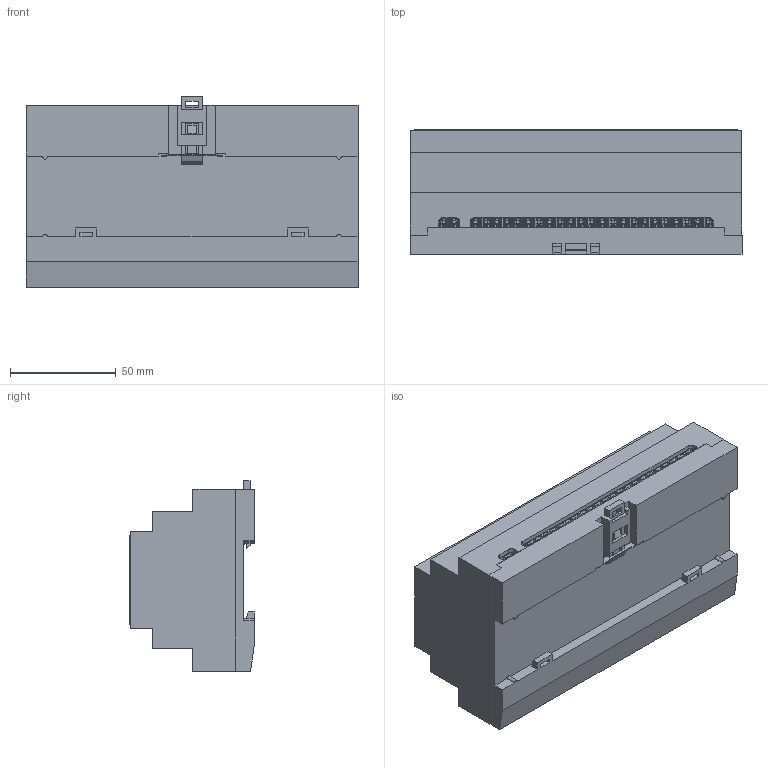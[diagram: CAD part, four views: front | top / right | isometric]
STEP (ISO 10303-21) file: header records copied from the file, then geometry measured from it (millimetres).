
FILE_DESCRIPTION (( 'STEP AP214' ), '1' );
FILE_NAME ('3D Ìîäåëü ÒÐÌ133.STEP', '2015-09-23T13:57:53', ( '' ), ( '' ), 'SwSTEP 2.0', 'SolidWorks 2013', '' );
FILE_SCHEMA (( 'AUTOMOTIVE_DESIGN' ));
Length unit declared in the file: millimetre
Products named in the file (6): Êëåììà_10õ9,8õ5ìì; ÒÐÌ_133_êîðïóñ_äíî; Çàùåëêà; Ïàíåëü ëèöåâàÿ ÒÐÌ133; 眓岯133_扻豵鵨_瞂贂; 3D Ìîäåëü ÒÐÌ133
Assembly tree (54 placements, depth 2):
  3D Ìîäåëü ÒÐÌ133
    眓岯133_扻豵鵨_瞂贂
    Ïàíåëü ëèöåâàÿ ÒÐÌ133
    Çàùåëêà
    ÒÐÌ_133_êîðïóñ_äíî
    Êëåììà_10õ9,8õ5ìì  x50
Bounding box: 157 x 58.9 x 90 mm (x, y, z)
Volume: 214628.5 mm3; surface area: 139972.8 mm2
Topology: 54 solids, 54 shells, 3452 faces, 8900 edges, 5866 vertices
Faces by surface type: plane 2553, cylinder 525, bspline 374
Entity records: 60191 total; most frequent: CARTESIAN_POINT 13857, ORIENTED_EDGE 7608, DIRECTION 5396, EDGE_CURVE 3804, LINE 2698, VECTOR 2698, VERTEX_POINT 2534, EDGE_LOOP 1620
